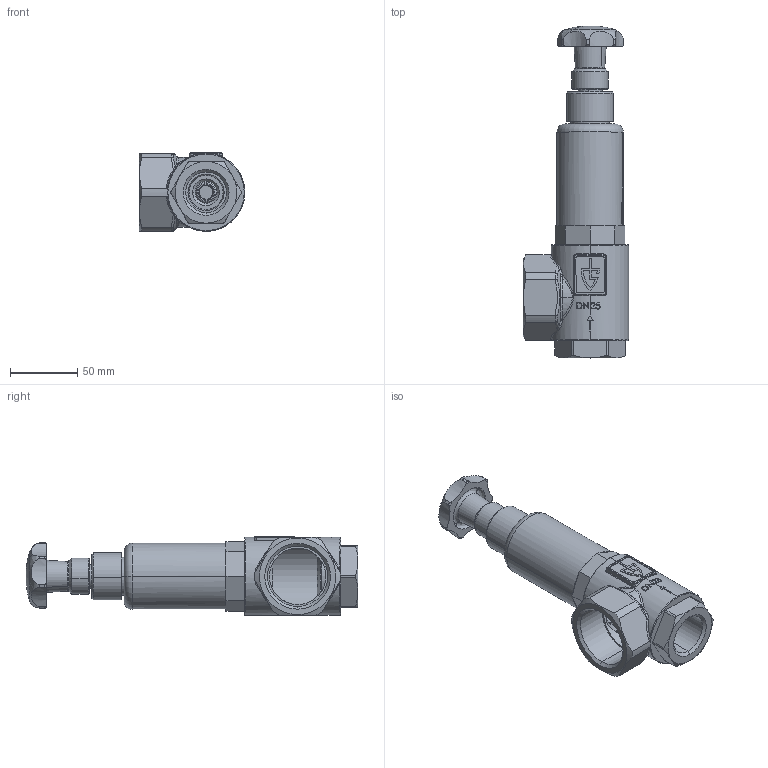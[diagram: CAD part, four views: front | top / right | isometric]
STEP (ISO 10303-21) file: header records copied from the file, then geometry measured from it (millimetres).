
FILE_DESCRIPTION (( 'STEP AP214' ), '1' );
FILE_NAME ('853-25 Dummy.STEP', '2012-08-08T09:09:56', ( 'Blankenhorn' ), ( '' ), 'SwSTEP 2.0', 'SolidWorks 2011', '' );
FILE_SCHEMA (( 'AUTOMOTIVE_DESIGN' ));
Length unit declared in the file: millimetre
Products named in the file (1): 853-25 Dummy
Bounding box: 79 x 247.6 x 58.5 mm (x, y, z)
Volume: 208133.6 mm3; surface area: 97898 mm2
Topology: 7 solids, 7 shells, 566 faces, 1402 edges, 868 vertices
Faces by surface type: plane 182, bspline 140, cylinder 133, cone 72, torus 39
Entity records: 29296 total; most frequent: CARTESIAN_POINT 10473, ORIENTED_EDGE 2784, DIRECTION 2376, EDGE_CURVE 1392, AXIS2_PLACEMENT_3D 919, VERTEX_POINT 868, EDGE_LOOP 608, UNCERTAINTY_MEASURE_WITH_UNIT 575
